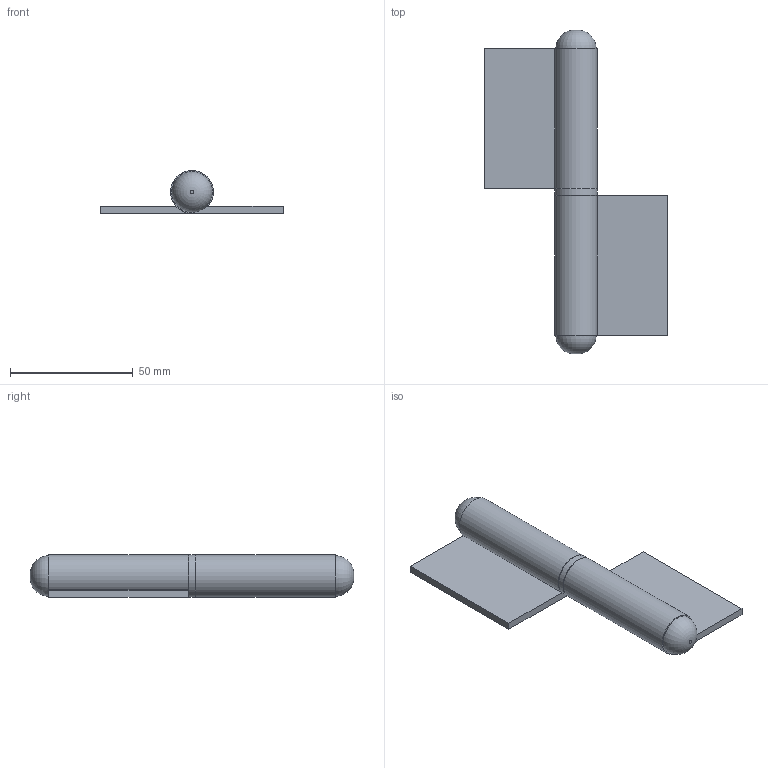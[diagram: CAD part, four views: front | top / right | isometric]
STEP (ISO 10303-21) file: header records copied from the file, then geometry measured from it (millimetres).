
FILE_DESCRIPTION (( 'STEP AP203' ), '1' );
FILE_NAME ('430-120R.step', '2022-07-01T06:44:24', ( '' ), ( '' ), 'SwSTEP 2.0', 'SolidWorks 2018', '' );
FILE_SCHEMA (( 'CONFIG_CONTROL_DESIGN' ));
Length unit declared in the file: millimetre
Products named in the file (3): 430-xxR Teil2_430-120R; 430-xxR Teil1_430-120R; 430-120R
Assembly tree (2 placements, depth 2):
  430-120R
    430-xxR Teil2_430-120R
    430-xxR Teil1_430-120R
Bounding box: 74.5 x 132 x 17.5 mm (x, y, z)
Volume: 32801.2 mm3; surface area: 21818.9 mm2
Topology: 3 solids, 3 shells, 241 faces, 626 edges, 415 vertices
Faces by surface type: plane 139, bspline 91, cylinder 6, torus 4, cone 1
Full cylindrical faces by diameter (mm): 11.3 x1, 17.5 x1
Entity records: 12585 total; most frequent: CARTESIAN_POINT 7023, ORIENTED_EDGE 1234, DIRECTION 766, EDGE_CURVE 617, LINE 414, VECTOR 414, VERTEX_POINT 413, EDGE_LOOP 272
